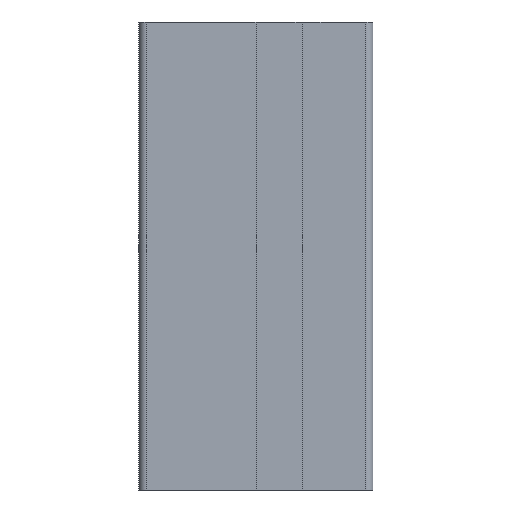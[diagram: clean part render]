
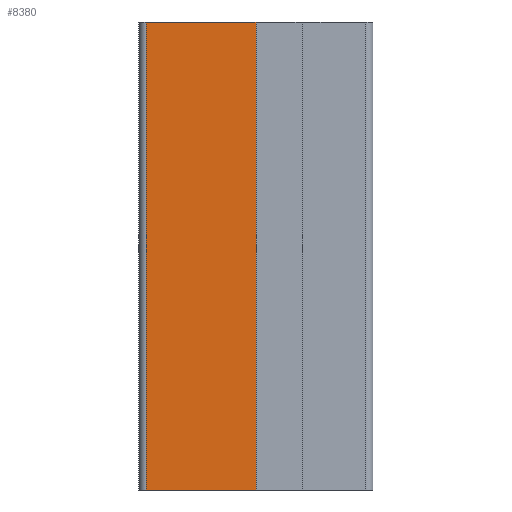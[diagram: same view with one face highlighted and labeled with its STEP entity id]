
A CAD part, left-side view. The second image highlights one B-rep face of the part: STEP entity #8380.
In plain terms, the highlighted planar face has unit normal (-1, 0, 0).
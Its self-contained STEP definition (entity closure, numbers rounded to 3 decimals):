
#2860=CARTESIAN_POINT('',(-31.83,13.738,0.));
#2870=VERTEX_POINT('',#2860);
#2900=CARTESIAN_POINT('',(-31.83,-9.662,0.));
#2910=DIRECTION('',(0.,1.,0.));
#2920=VECTOR('',#2910,1.);
#2930=LINE('',#2900,#2920);
#2940=CARTESIAN_POINT('',(-31.83,-9.662,0.));
#2950=VERTEX_POINT('',#2940);
#2960=EDGE_CURVE('',#2950,#2870,#2930,.T.);
#8000=CARTESIAN_POINT('',(-31.83,-9.662,100.));
#8010=VERTEX_POINT('',#8000);
#8060=CARTESIAN_POINT('',(-31.83,-9.662,100.));
#8070=DIRECTION('',(0.,0.,-1.));
#8080=VECTOR('',#8070,1.);
#8090=LINE('',#8060,#8080);
#8100=EDGE_CURVE('',#8010,#2950,#8090,.T.);
#8150=CARTESIAN_POINT('',(-31.83,-9.662,100.));
#8160=DIRECTION('',(1.,0.,0.));
#8170=DIRECTION('',(0.,-1.,0.));
#8180=AXIS2_PLACEMENT_3D('',#8150,#8160,#8170);
#8190=PLANE('',#8180);
#8200=CARTESIAN_POINT('',(-31.83,-9.662,100.));
#8210=DIRECTION('',(0.,1.,0.));
#8220=VECTOR('',#8210,1.);
#8230=LINE('',#8200,#8220);
#8240=CARTESIAN_POINT('',(-31.83,13.738,100.));
#8250=VERTEX_POINT('',#8240);
#8260=EDGE_CURVE('',#8010,#8250,#8230,.T.);
#8270=ORIENTED_EDGE('',*,*,#8260,.T.);
#8280=ORIENTED_EDGE('',*,*,#8100,.F.);
#8290=ORIENTED_EDGE('',*,*,#2960,.F.);
#8300=CARTESIAN_POINT('',(-31.83,13.738,0.));
#8310=DIRECTION('',(0.,0.,1.));
#8320=VECTOR('',#8310,1.);
#8330=LINE('',#8300,#8320);
#8340=EDGE_CURVE('',#2870,#8250,#8330,.T.);
#8350=ORIENTED_EDGE('',*,*,#8340,.F.);
#8360=EDGE_LOOP('',(#8350,#8290,#8280,#8270));
#8370=FACE_OUTER_BOUND('',#8360,.T.);
#8380=ADVANCED_FACE('',(#8370),#8190,.F.);
